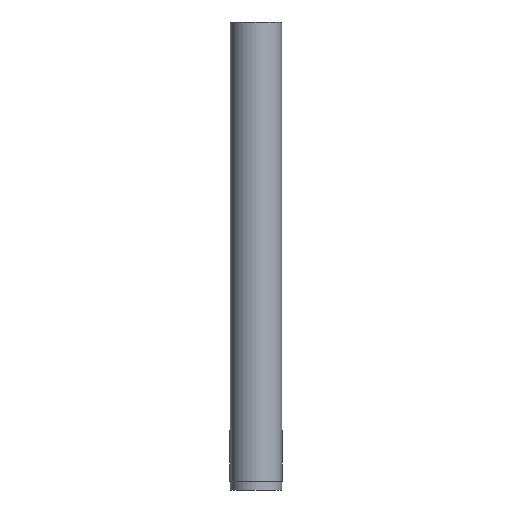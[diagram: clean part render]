
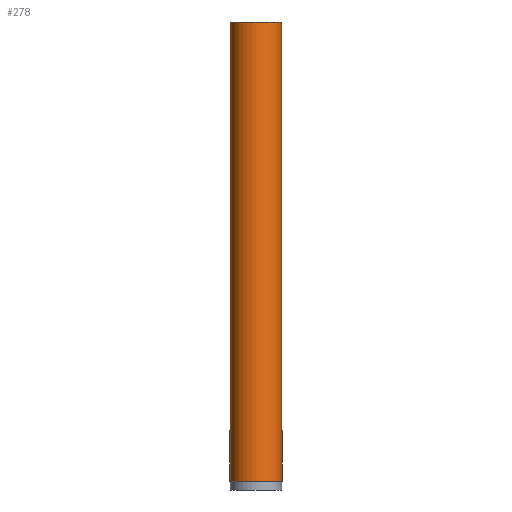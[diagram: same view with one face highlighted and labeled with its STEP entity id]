
A CAD part, front view. The second image highlights one B-rep face of the part: STEP entity #278.
In plain terms, the highlighted cylindrical face has radius 18.5 mm (diameter 37 mm), a partial arc.
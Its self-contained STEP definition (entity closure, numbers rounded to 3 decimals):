
#278 = ADVANCED_FACE ( 'NONE', ( #2375 ), #2374, .T. ) ;
#279 = EDGE_LOOP ( 'NONE', ( #280, #281, #282, #285 ) ) ;
#280 = ORIENTED_EDGE ( 'NONE', *, *, #464, .F. ) ;
#281 = ORIENTED_EDGE ( 'NONE', *, *, #453, .T. ) ;
#282 = ORIENTED_EDGE ( 'NONE', *, *, #283, .T. ) ;
#283 = EDGE_CURVE ( 'NONE', #451, #284, #2245, .T. ) ;
#284 = VERTEX_POINT ( 'NONE', #2241 ) ;
#285 = ORIENTED_EDGE ( 'NONE', *, *, #286, .F. ) ;
#286 = EDGE_CURVE ( 'NONE', #465, #284, #2239, .T. ) ;
#394 = VERTEX_POINT ( 'NONE', #2584 ) ;
#451 = VERTEX_POINT ( 'NONE', #2765 ) ;
#453 = EDGE_CURVE ( 'NONE', #394, #451, #2780, .T. ) ;
#464 = EDGE_CURVE ( 'NONE', #394, #465, #2789, .T. ) ;
#465 = VERTEX_POINT ( 'NONE', #2734 ) ;
#2235 = DIRECTION ( 'NONE',  ( -1., 0., 0. ) ) ;
#2236 = DIRECTION ( 'NONE',  ( 0., 0., 1. ) ) ;
#2237 = CARTESIAN_POINT ( 'NONE',  ( 0., 0., 0. ) ) ;
#2238 = AXIS2_PLACEMENT_3D ( 'NONE', #2237, #2236, #2235 ) ;
#2239 = CIRCLE ( 'NONE', #2238, 18.5 ) ;
#2241 = CARTESIAN_POINT ( 'NONE',  ( 18.5, 0., 0. ) ) ;
#2242 = DIRECTION ( 'NONE',  ( 0., 0., 1. ) ) ;
#2243 = VECTOR ( 'NONE', #2242, 1000. ) ;
#2244 = CARTESIAN_POINT ( 'NONE',  ( 18.5, 0., -330. ) ) ;
#2245 = LINE ( 'NONE', #2244, #2243 ) ;
#2370 = DIRECTION ( 'NONE',  ( 1., 0., 0. ) ) ;
#2371 = DIRECTION ( 'NONE',  ( 0., 0., 1. ) ) ;
#2372 = CARTESIAN_POINT ( 'NONE',  ( 0., 0., -330. ) ) ;
#2373 = AXIS2_PLACEMENT_3D ( 'NONE', #2372, #2371, #2370 ) ;
#2374 = CYLINDRICAL_SURFACE ( 'NONE', #2373, 18.5 ) ;
#2375 = FACE_OUTER_BOUND ( 'NONE', #279, .T. ) ;
#2584 = CARTESIAN_POINT ( 'NONE',  ( -18.5, 0., -329.8 ) ) ;
#2734 = CARTESIAN_POINT ( 'NONE',  ( -18.5, 0., 0. ) ) ;
#2735 = DIRECTION ( 'NONE',  ( 0., 0., 1. ) ) ;
#2736 = VECTOR ( 'NONE', #2735, 1000. ) ;
#2737 = CARTESIAN_POINT ( 'NONE',  ( -18.5, 0., -330. ) ) ;
#2765 = CARTESIAN_POINT ( 'NONE',  ( 18.5, 0., -329.8 ) ) ;
#2776 = DIRECTION ( 'NONE',  ( 1., 0., 0. ) ) ;
#2777 = DIRECTION ( 'NONE',  ( 0., 0., 1. ) ) ;
#2778 = CARTESIAN_POINT ( 'NONE',  ( 0., 0., -329.8 ) ) ;
#2779 = AXIS2_PLACEMENT_3D ( 'NONE', #2778, #2777, #2776 ) ;
#2780 = CIRCLE ( 'NONE', #2779, 18.5 ) ;
#2789 = LINE ( 'NONE', #2737, #2736 ) ;
